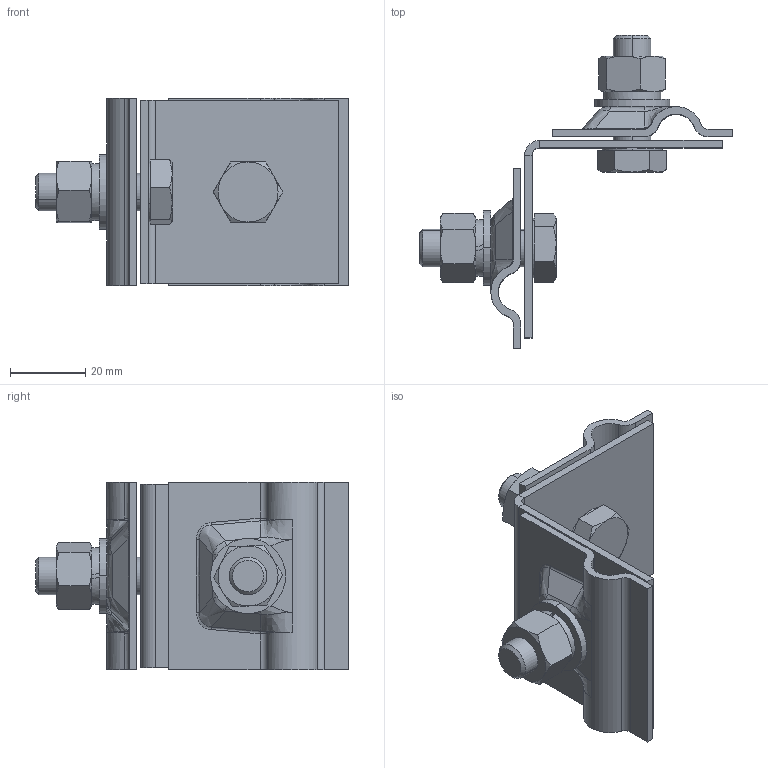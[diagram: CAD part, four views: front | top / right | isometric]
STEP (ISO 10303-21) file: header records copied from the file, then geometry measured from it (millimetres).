
FILE_DESCRIPTION (( 'STEP AP203' ), '1' );
FILE_NAME ('0810 Ôàëüöåâûé äåðæàòåëü, âûñîòà Í-7(ñì), äèàìåòð ïðîâîëîêè -6-10(ìì).STEP', '2024-04-23T09:25:11', ( '' ), ( '' ), 'SwSTEP 2.0', 'SolidWorks 2022', '' );
FILE_SCHEMA (( 'CONFIG_CONTROL_DESIGN' ));
Length unit declared in the file: millimetre
Products named in the file (7): 0810 Фальцевый держатель, высота Н-7(см), диаметр проволоки -6-10(мм); ГОСТ 6402-70_Шайба 10Л ГОСТ 6402-70; ГОСТ 11371-78_Шайба A.10 ГОСТ 11371-78; hex screw gradeab_iso_ISO 4017 - M10 x 30-N; 0810.001 Уголок_00; hex nut gradec_iso_ISO - 4034 - M10 - N; 1601.001 Прижим_00
Assembly tree (11 placements, depth 2):
  0810 Фальцевый держатель, высота Н-7(см), диаметр проволоки -6-10(мм)
    0810.001 Уголок_00
    1601.001 Прижим_00  x2
    hex screw gradeab_iso_ISO 4017 - M10 x 30-N  x2
    hex nut gradec_iso_ISO - 4034 - M10 - N  x2
    ГОСТ 6402-70_Шайба 10Л ГОСТ 6402-70  x2
    ГОСТ 11371-78_Шайба A.10 ГОСТ 11371-78  x2
Bounding box: 83.39 x 83.39 x 50 mm (x, y, z)
Volume: 31936.3 mm3; surface area: 29330.4 mm2
Topology: 11 solids, 11 shells, 298 faces, 730 edges, 432 vertices
Faces by surface type: plane 96, bspline 92, cylinder 58, cone 48, torus 4
Entity records: 10112 total; most frequent: CARTESIAN_POINT 6011, ORIENTED_EDGE 736, DIRECTION 582, EDGE_CURVE 368, AXIS2_PLACEMENT_3D 236, VERTEX_POINT 224, EDGE_LOOP 166, FACE_OUTER_BOUND 156
